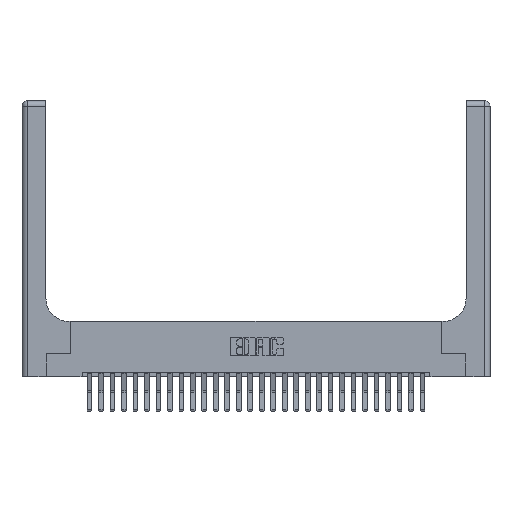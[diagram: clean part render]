
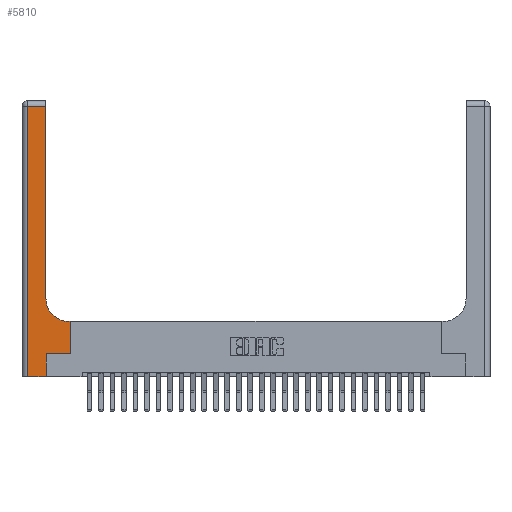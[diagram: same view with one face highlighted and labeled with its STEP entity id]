
A CAD part, top view. The second image highlights one B-rep face of the part: STEP entity #5810.
In plain terms, the highlighted planar face has unit normal (0, 0, 1).
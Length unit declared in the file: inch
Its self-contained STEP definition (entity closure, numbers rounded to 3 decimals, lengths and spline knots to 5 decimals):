
#376 = CARTESIAN_POINT ( 'NONE',  ( 0.51, 0.85, 0.37 ) ) ;
#648 = LINE ( 'NONE', #9580, #4158 ) ;
#1421 = CARTESIAN_POINT ( 'NONE',  ( 0.06, 3., 0.37 ) ) ;
#1597 = ORIENTED_EDGE ( 'NONE', *, *, #6473, .T. ) ;
#1712 = DIRECTION ( 'NONE',  ( 0., 1., 0. ) ) ;
#2069 = ORIENTED_EDGE ( 'NONE', *, *, #12621, .T. ) ;
#2246 = VECTOR ( 'NONE', #1712, 39.37008 ) ;
#4132 = AXIS2_PLACEMENT_3D ( 'NONE', #376, #8556, #10818 ) ;
#4158 = VECTOR ( 'NONE', #23571, 39.37008 ) ;
#4734 = LINE ( 'NONE', #9786, #2246 ) ;
#4766 = EDGE_CURVE ( 'NONE', #14918, #20135, #648, .T. ) ;
#5116 = ORIENTED_EDGE ( 'NONE', *, *, #4766, .T. ) ;
#5393 = AXIS2_PLACEMENT_3D ( 'NONE', #16222, #22526, #12251 ) ;
#5443 = DIRECTION ( 'NONE',  ( -1., 0., 0. ) ) ;
#5484 = CARTESIAN_POINT ( 'NONE',  ( 0.51, 0.6, 0.37 ) ) ;
#5650 = EDGE_LOOP ( 'NONE', ( #14556, #8079, #7028, #22338, #2069, #5116, #1597, #12904, #11019 ) ) ;
#5810 = ADVANCED_FACE ( 'NONE', ( #20727 ), #18344, .F. ) ;
#5964 = VECTOR ( 'NONE', #26049, 39.37008 ) ;
#6473 = EDGE_CURVE ( 'NONE', #20135, #10280, #4734, .T. ) ;
#7028 = ORIENTED_EDGE ( 'NONE', *, *, #8671, .T. ) ;
#7292 = EDGE_CURVE ( 'NONE', #8682, #23580, #21666, .T. ) ;
#8079 = ORIENTED_EDGE ( 'NONE', *, *, #8266, .T. ) ;
#8266 = EDGE_CURVE ( 'NONE', #9301, #19473, #10369, .T. ) ;
#8322 = CARTESIAN_POINT ( 'NONE',  ( 0.265, 0.25, 0.37 ) ) ;
#8556 = DIRECTION ( 'NONE',  ( 0., 0., -1. ) ) ;
#8671 = EDGE_CURVE ( 'NONE', #19473, #8682, #16173, .T. ) ;
#8682 = VERTEX_POINT ( 'NONE', #17677 ) ;
#8948 = CARTESIAN_POINT ( 'NONE',  ( 0.528, 0.6, 0.37 ) ) ;
#9197 = LINE ( 'NONE', #16578, #23955 ) ;
#9301 = VERTEX_POINT ( 'NONE', #13344 ) ;
#9580 = CARTESIAN_POINT ( 'NONE',  ( 0.265, 0.25, 0.37 ) ) ;
#9786 = CARTESIAN_POINT ( 'NONE',  ( 0.528, 0.25, 0.37 ) ) ;
#10280 = VERTEX_POINT ( 'NONE', #8948 ) ;
#10369 = LINE ( 'NONE', #19716, #23203 ) ;
#10818 = DIRECTION ( 'NONE',  ( 1., 0., 0. ) ) ;
#10992 = VERTEX_POINT ( 'NONE', #5484 ) ;
#11019 = ORIENTED_EDGE ( 'NONE', *, *, #12125, .T. ) ;
#11061 = CARTESIAN_POINT ( 'NONE',  ( 0.06, 2.94, 0.37 ) ) ;
#11736 = CARTESIAN_POINT ( 'NONE',  ( 0.265, 0., 0.37 ) ) ;
#12110 = CIRCLE ( 'NONE', #4132, 0.25 ) ;
#12125 = EDGE_CURVE ( 'NONE', #10992, #23511, #12110, .T. ) ;
#12251 = DIRECTION ( 'NONE',  ( -1., 0., 0. ) ) ;
#12621 = EDGE_CURVE ( 'NONE', #23580, #14918, #13680, .T. ) ;
#12904 = ORIENTED_EDGE ( 'NONE', *, *, #16756, .T. ) ;
#13058 = DIRECTION ( 'NONE',  ( 0., 1., 0. ) ) ;
#13344 = CARTESIAN_POINT ( 'NONE',  ( 0.26, 2.94, 0.37 ) ) ;
#13680 = LINE ( 'NONE', #11736, #17206 ) ;
#14166 = DIRECTION ( 'NONE',  ( -1., 0., 0. ) ) ;
#14225 = VECTOR ( 'NONE', #25620, 39.37008 ) ;
#14556 = ORIENTED_EDGE ( 'NONE', *, *, #21551, .T. ) ;
#14918 = VERTEX_POINT ( 'NONE', #8322 ) ;
#15216 = VECTOR ( 'NONE', #14166, 39.37008 ) ;
#16173 = LINE ( 'NONE', #1421, #14225 ) ;
#16222 = CARTESIAN_POINT ( 'NONE',  ( 0., 3., 0.37 ) ) ;
#16578 = CARTESIAN_POINT ( 'NONE',  ( 0.26, 3., 0.37 ) ) ;
#16756 = EDGE_CURVE ( 'NONE', #10280, #10992, #26444, .T. ) ;
#17206 = VECTOR ( 'NONE', #24071, 39.37008 ) ;
#17677 = CARTESIAN_POINT ( 'NONE',  ( 0.06, 0., 0.37 ) ) ;
#18344 = PLANE ( 'NONE',  #5393 ) ;
#19473 = VERTEX_POINT ( 'NONE', #11061 ) ;
#19716 = CARTESIAN_POINT ( 'NONE',  ( 0., 2.94, 0.37 ) ) ;
#20135 = VERTEX_POINT ( 'NONE', #25437 ) ;
#20727 = FACE_OUTER_BOUND ( 'NONE', #5650, .T. ) ;
#20958 = CARTESIAN_POINT ( 'NONE',  ( 0.26, 0.85, 0.37 ) ) ;
#21551 = EDGE_CURVE ( 'NONE', #23511, #9301, #9197, .T. ) ;
#21666 = LINE ( 'NONE', #23799, #5964 ) ;
#22338 = ORIENTED_EDGE ( 'NONE', *, *, #7292, .T. ) ;
#22526 = DIRECTION ( 'NONE',  ( 0., 0., -1. ) ) ;
#22652 = CARTESIAN_POINT ( 'NONE',  ( 0.265, 0., 0.37 ) ) ;
#23203 = VECTOR ( 'NONE', #5443, 39.37008 ) ;
#23511 = VERTEX_POINT ( 'NONE', #20958 ) ;
#23571 = DIRECTION ( 'NONE',  ( 1., 0., 0. ) ) ;
#23580 = VERTEX_POINT ( 'NONE', #22652 ) ;
#23799 = CARTESIAN_POINT ( 'NONE',  ( 0., 0., 0.37 ) ) ;
#23955 = VECTOR ( 'NONE', #13058, 39.37008 ) ;
#24071 = DIRECTION ( 'NONE',  ( 0., 1., 0. ) ) ;
#25437 = CARTESIAN_POINT ( 'NONE',  ( 0.528, 0.25, 0.37 ) ) ;
#25620 = DIRECTION ( 'NONE',  ( 0., -1., 0. ) ) ;
#26049 = DIRECTION ( 'NONE',  ( 1., 0., 0. ) ) ;
#26341 = CARTESIAN_POINT ( 'NONE',  ( 0.26, 0.6, 0.37 ) ) ;
#26444 = LINE ( 'NONE', #26341, #15216 ) ;
